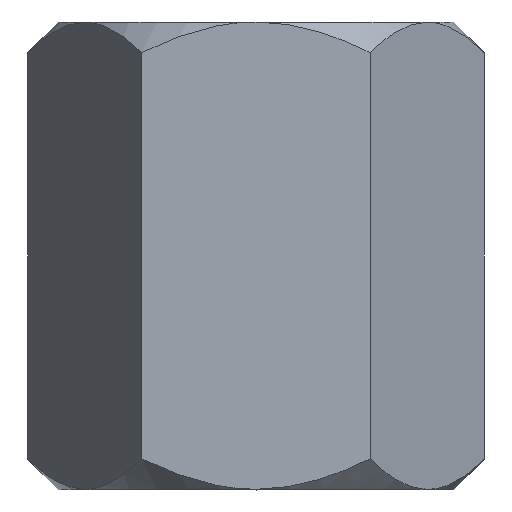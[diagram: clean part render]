
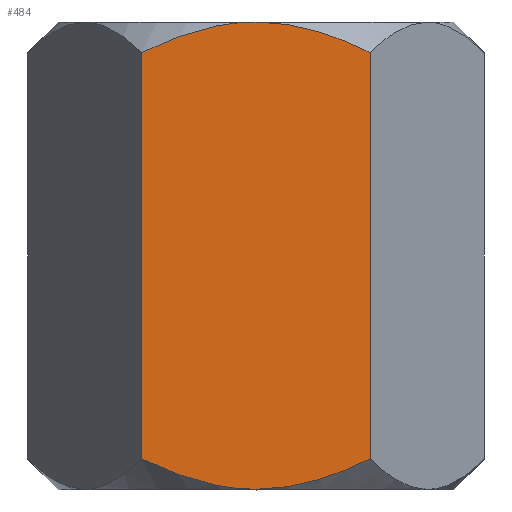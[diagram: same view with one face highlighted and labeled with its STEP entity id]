
A CAD part, top view. The second image highlights one B-rep face of the part: STEP entity #484.
In plain terms, the highlighted planar face has unit normal (0, 0, 1).
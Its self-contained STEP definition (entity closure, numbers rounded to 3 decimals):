
#55=LINE('',#725,#61);
#56=LINE('',#747,#62);
#61=VECTOR('',#561,1000.);
#62=VECTOR('',#564,1000.);
#87=ORIENTED_EDGE('',*,*,#176,.F.);
#88=ORIENTED_EDGE('',*,*,#174,.F.);
#89=ORIENTED_EDGE('',*,*,#177,.T.);
#90=ORIENTED_EDGE('',*,*,#178,.T.);
#91=ORIENTED_EDGE('',*,*,#179,.T.);
#92=ORIENTED_EDGE('',*,*,#180,.F.);
#174=EDGE_CURVE('',#217,#218,#55,.T.);
#176=EDGE_CURVE('',#218,#219,#245,.F.);
#177=EDGE_CURVE('',#217,#220,#246,.F.);
#178=EDGE_CURVE('',#220,#221,#247,.F.);
#179=EDGE_CURVE('',#221,#222,#56,.T.);
#180=EDGE_CURVE('',#219,#222,#248,.F.);
#217=VERTEX_POINT('',#724);
#218=VERTEX_POINT('',#726);
#219=VERTEX_POINT('',#736);
#220=VERTEX_POINT('',#741);
#221=VERTEX_POINT('',#746);
#222=VERTEX_POINT('',#748);
#245=B_SPLINE_CURVE_WITH_KNOTS('',3,(#732,#733,#734,#735),.UNSPECIFIED.,
 .F.,.F.,(4,4),(0.015,0.021),.UNSPECIFIED.);
#246=B_SPLINE_CURVE_WITH_KNOTS('',3,(#737,#738,#739,#740),.UNSPECIFIED.,
 .F.,.F.,(4,4),(0.015,0.021),.UNSPECIFIED.);
#247=B_SPLINE_CURVE_WITH_KNOTS('',3,(#742,#743,#744,#745),.UNSPECIFIED.,
 .F.,.F.,(4,4),(0.008,0.015),.UNSPECIFIED.);
#248=B_SPLINE_CURVE_WITH_KNOTS('',3,(#749,#750,#751,#752),.UNSPECIFIED.,
 .F.,.F.,(4,4),(0.008,0.015),.UNSPECIFIED.);
#257=EDGE_LOOP('',(#87,#88,#89,#90,#91,#92));
#285=FACE_BOUND('',#257,.T.);
#313=PLANE('',#512);
#484=ADVANCED_FACE('',(#285),#313,.T.);
#512=AXIS2_PLACEMENT_3D('',#731,#562,#563);
#561=DIRECTION('',(0.,-1.,0.));
#562=DIRECTION('',(0.,0.,1.));
#563=DIRECTION('',(1.,0.,0.));
#564=DIRECTION('',(0.,-1.,0.));
#724=CARTESIAN_POINT('',(6.351,24.298,11.));
#725=CARTESIAN_POINT('',(6.351,26.,11.));
#726=CARTESIAN_POINT('',(6.351,1.702,11.));
#731=CARTESIAN_POINT('',(6.351,26.,11.));
#732=CARTESIAN_POINT('',(0.,0.,11.));
#733=CARTESIAN_POINT('',(2.234,0.,11.));
#734=CARTESIAN_POINT('',(4.385,0.719,11.));
#735=CARTESIAN_POINT('',(6.351,1.702,11.));
#736=CARTESIAN_POINT('',(0.,0.,11.));
#737=CARTESIAN_POINT('',(0.,26.,11.));
#738=CARTESIAN_POINT('',(2.234,26.,11.));
#739=CARTESIAN_POINT('',(4.385,25.281,11.));
#740=CARTESIAN_POINT('',(6.351,24.298,11.));
#741=CARTESIAN_POINT('',(0.,26.,11.));
#742=CARTESIAN_POINT('',(-6.351,24.298,11.));
#743=CARTESIAN_POINT('',(-4.381,25.283,11.));
#744=CARTESIAN_POINT('',(-2.231,26.,11.));
#745=CARTESIAN_POINT('',(0.,26.,11.));
#746=CARTESIAN_POINT('',(-6.351,24.298,11.));
#747=CARTESIAN_POINT('',(-6.351,26.,11.));
#748=CARTESIAN_POINT('',(-6.351,1.702,11.));
#749=CARTESIAN_POINT('',(-6.351,1.702,11.));
#750=CARTESIAN_POINT('',(-4.381,0.717,11.));
#751=CARTESIAN_POINT('',(-2.231,0.,11.));
#752=CARTESIAN_POINT('',(0.,0.,11.));
